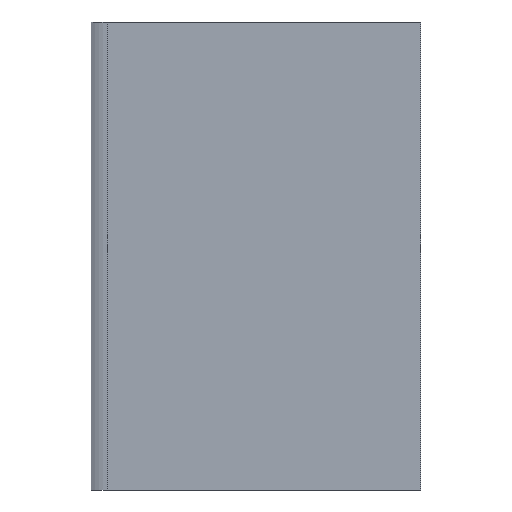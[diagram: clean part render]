
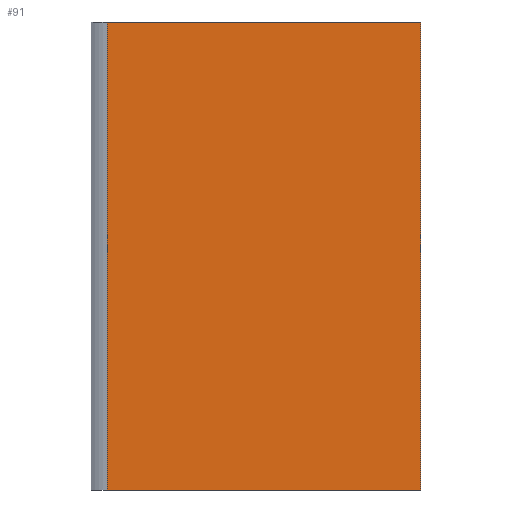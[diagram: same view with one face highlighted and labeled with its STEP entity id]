
A CAD part, front view. The second image highlights one B-rep face of the part: STEP entity #91.
In plain terms, the highlighted planar face has unit normal (0, -1, 0).
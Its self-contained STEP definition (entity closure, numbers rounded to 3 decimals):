
#2 = DIRECTION ( 'NONE',  ( 0., 0., -1. ) ) ;
#3 = ORIENTED_EDGE ( 'NONE', *, *, #162, .T. ) ;
#19 = VECTOR ( 'NONE', #219, 1000. ) ;
#23 = ORIENTED_EDGE ( 'NONE', *, *, #151, .T. ) ;
#29 = AXIS2_PLACEMENT_3D ( 'NONE', #60, #232, #254 ) ;
#33 = VECTOR ( 'NONE', #2, 1000. ) ;
#35 = CARTESIAN_POINT ( 'NONE',  ( -66.786, 0., 0. ) ) ;
#40 = VERTEX_POINT ( 'NONE', #35 ) ;
#48 = CARTESIAN_POINT ( 'NONE',  ( -66.786, 0., 0. ) ) ;
#60 = CARTESIAN_POINT ( 'NONE',  ( 3.588, 0., 0. ) ) ;
#65 = CARTESIAN_POINT ( 'NONE',  ( 73.962, 0., 210. ) ) ;
#76 = VECTOR ( 'NONE', #82, 1000. ) ;
#82 = DIRECTION ( 'NONE',  ( -1., 0., 0. ) ) ;
#90 = CARTESIAN_POINT ( 'NONE',  ( 73.962, 0., 0. ) ) ;
#91 = ADVANCED_FACE ( 'NONE', ( #178 ), #209, .T. ) ;
#116 = LINE ( 'NONE', #214, #76 ) ;
#120 = ORIENTED_EDGE ( 'NONE', *, *, #218, .T. ) ;
#125 = CARTESIAN_POINT ( 'NONE',  ( 73.962, 0., 0. ) ) ;
#128 = VERTEX_POINT ( 'NONE', #125 ) ;
#129 = CARTESIAN_POINT ( 'NONE',  ( 3.588, 0., 0. ) ) ;
#130 = LINE ( 'NONE', #90, #19 ) ;
#133 = ORIENTED_EDGE ( 'NONE', *, *, #136, .T. ) ;
#136 = EDGE_CURVE ( 'NONE', #40, #128, #244, .T. ) ;
#151 = EDGE_CURVE ( 'NONE', #185, #40, #206, .T. ) ;
#158 = VECTOR ( 'NONE', #192, 1000. ) ;
#162 = EDGE_CURVE ( 'NONE', #168, #185, #116, .T. ) ;
#168 = VERTEX_POINT ( 'NONE', #65 ) ;
#178 = FACE_OUTER_BOUND ( 'NONE', #252, .T. ) ;
#179 = CARTESIAN_POINT ( 'NONE',  ( -66.786, 0., 210. ) ) ;
#185 = VERTEX_POINT ( 'NONE', #179 ) ;
#192 = DIRECTION ( 'NONE',  ( 1., 0., 0. ) ) ;
#206 = LINE ( 'NONE', #48, #33 ) ;
#209 = PLANE ( 'NONE',  #29 ) ;
#214 = CARTESIAN_POINT ( 'NONE',  ( 3.588, 0., 210. ) ) ;
#218 = EDGE_CURVE ( 'NONE', #128, #168, #130, .T. ) ;
#219 = DIRECTION ( 'NONE',  ( 0., 0., 1. ) ) ;
#232 = DIRECTION ( 'NONE',  ( 0., -1., 0. ) ) ;
#244 = LINE ( 'NONE', #129, #158 ) ;
#252 = EDGE_LOOP ( 'NONE', ( #133, #120, #3, #23 ) ) ;
#254 = DIRECTION ( 'NONE',  ( 1., 0., 0. ) ) ;
